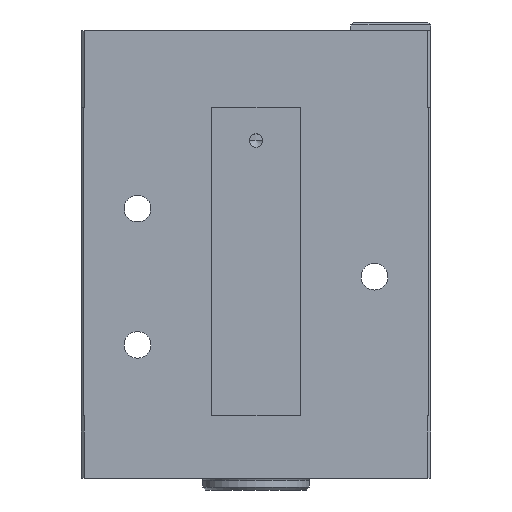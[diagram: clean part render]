
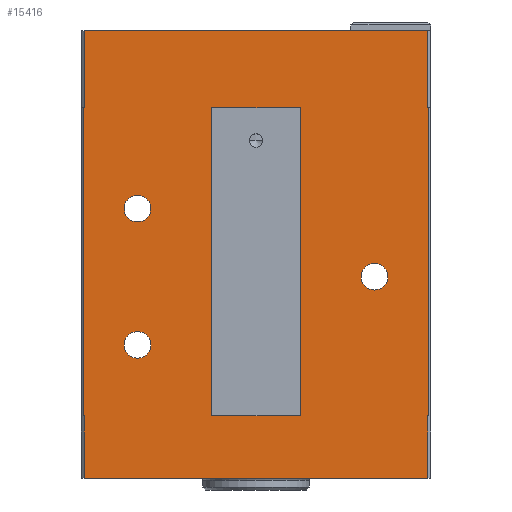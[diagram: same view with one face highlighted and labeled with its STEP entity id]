
A CAD part, front view. The second image highlights one B-rep face of the part: STEP entity #15416.
In plain terms, the highlighted planar face has unit normal (0, -1, 0).
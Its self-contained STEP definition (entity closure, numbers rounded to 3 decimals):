
#965=LINE('',#23736,#1858);
#968=LINE('',#23742,#1861);
#970=LINE('',#23746,#1863);
#973=LINE('',#23752,#1866);
#974=LINE('',#23754,#1867);
#977=LINE('',#23760,#1870);
#978=LINE('',#23762,#1871);
#980=LINE('',#23766,#1873);
#982=LINE('',#23770,#1875);
#984=LINE('',#23774,#1877);
#987=LINE('',#23780,#1880);
#988=LINE('',#23782,#1881);
#989=LINE('',#23784,#1882);
#990=LINE('',#23787,#1883);
#991=LINE('',#23789,#1884);
#992=LINE('',#23791,#1885);
#1858=VECTOR('',#19373,1000.);
#1861=VECTOR('',#19378,1000.);
#1863=VECTOR('',#19382,1000.);
#1866=VECTOR('',#19387,1000.);
#1867=VECTOR('',#19390,1000.);
#1870=VECTOR('',#19395,1000.);
#1871=VECTOR('',#19398,1000.);
#1873=VECTOR('',#19402,1000.);
#1875=VECTOR('',#19406,1000.);
#1877=VECTOR('',#19410,1000.);
#1880=VECTOR('',#19415,1000.);
#1881=VECTOR('',#19418,1000.);
#1882=VECTOR('',#19421,1000.);
#1883=VECTOR('',#19422,1000.);
#1884=VECTOR('',#19423,1000.);
#1885=VECTOR('',#19424,1000.);
#2330=PLANE('',#16475);
#2815=CIRCLE('',#16458,2.25);
#2816=CIRCLE('',#16460,2.25);
#2817=CIRCLE('',#16462,2.25);
#5813=ORIENTED_EDGE('',*,*,#7549,.F.);
#5814=ORIENTED_EDGE('',*,*,#7550,.T.);
#5815=ORIENTED_EDGE('',*,*,#7551,.F.);
#5816=ORIENTED_EDGE('',*,*,#7552,.T.);
#5817=ORIENTED_EDGE('',*,*,#7548,.T.);
#5818=ORIENTED_EDGE('',*,*,#7547,.T.);
#5819=ORIENTED_EDGE('',*,*,#7544,.T.);
#5820=ORIENTED_EDGE('',*,*,#7542,.F.);
#5821=ORIENTED_EDGE('',*,*,#7540,.T.);
#5822=ORIENTED_EDGE('',*,*,#7538,.F.);
#5823=ORIENTED_EDGE('',*,*,#7537,.T.);
#5824=ORIENTED_EDGE('',*,*,#7534,.F.);
#5825=ORIENTED_EDGE('',*,*,#7533,.T.);
#5826=ORIENTED_EDGE('',*,*,#7530,.T.);
#5827=ORIENTED_EDGE('',*,*,#7528,.T.);
#5828=ORIENTED_EDGE('',*,*,#7525,.F.);
#5829=ORIENTED_EDGE('',*,*,#7524,.F.);
#5830=ORIENTED_EDGE('',*,*,#7523,.F.);
#5831=ORIENTED_EDGE('',*,*,#7522,.F.);
#7522=EDGE_CURVE('',#8668,#8668,#2815,.F.);
#7523=EDGE_CURVE('',#8669,#8669,#2816,.F.);
#7524=EDGE_CURVE('',#8670,#8670,#2817,.F.);
#7525=EDGE_CURVE('',#8671,#8672,#965,.T.);
#7528=EDGE_CURVE('',#8673,#8672,#968,.T.);
#7530=EDGE_CURVE('',#8674,#8673,#970,.T.);
#7533=EDGE_CURVE('',#8675,#8674,#973,.T.);
#7534=EDGE_CURVE('',#8675,#8676,#974,.T.);
#7537=EDGE_CURVE('',#8677,#8676,#977,.T.);
#7538=EDGE_CURVE('',#8677,#8678,#978,.T.);
#7540=EDGE_CURVE('',#8679,#8678,#980,.T.);
#7542=EDGE_CURVE('',#8679,#8680,#982,.T.);
#7544=EDGE_CURVE('',#8681,#8680,#984,.T.);
#7547=EDGE_CURVE('',#8682,#8681,#987,.T.);
#7548=EDGE_CURVE('',#8671,#8682,#988,.T.);
#7549=EDGE_CURVE('',#8683,#8684,#989,.T.);
#7550=EDGE_CURVE('',#8683,#8685,#990,.T.);
#7551=EDGE_CURVE('',#8686,#8685,#991,.T.);
#7552=EDGE_CURVE('',#8686,#8684,#992,.T.);
#8668=VERTEX_POINT('',#23728);
#8669=VERTEX_POINT('',#23731);
#8670=VERTEX_POINT('',#23734);
#8671=VERTEX_POINT('',#23737);
#8672=VERTEX_POINT('',#23738);
#8673=VERTEX_POINT('',#23743);
#8674=VERTEX_POINT('',#23747);
#8675=VERTEX_POINT('',#23751);
#8676=VERTEX_POINT('',#23755);
#8677=VERTEX_POINT('',#23759);
#8678=VERTEX_POINT('',#23763);
#8679=VERTEX_POINT('',#23767);
#8680=VERTEX_POINT('',#23771);
#8681=VERTEX_POINT('',#23775);
#8682=VERTEX_POINT('',#23779);
#8683=VERTEX_POINT('',#23785);
#8684=VERTEX_POINT('',#23786);
#8685=VERTEX_POINT('',#23788);
#8686=VERTEX_POINT('',#23790);
#9662=EDGE_LOOP('',(#5813,#5814,#5815,#5816));
#9663=EDGE_LOOP('',(#5817,#5818,#5819,#5820,#5821,#5822,#5823,#5824,#5825,
#5826,#5827,#5828));
#9664=EDGE_LOOP('',(#5829));
#9665=EDGE_LOOP('',(#5830));
#9666=EDGE_LOOP('',(#5831));
#10510=FACE_BOUND('',#9662,.T.);
#10511=FACE_BOUND('',#9663,.T.);
#10512=FACE_BOUND('',#9664,.T.);
#10513=FACE_BOUND('',#9665,.T.);
#10514=FACE_BOUND('',#9666,.T.);
#15416=ADVANCED_FACE('',(#10510,#10511,#10512,#10513,#10514),#2330,.F.);
#16458=AXIS2_PLACEMENT_3D('',#23727,#19361,#19362);
#16460=AXIS2_PLACEMENT_3D('',#23730,#19365,#19366);
#16462=AXIS2_PLACEMENT_3D('',#23733,#19369,#19370);
#16475=AXIS2_PLACEMENT_3D('',#23783,#19419,#19420);
#19361=DIRECTION('',(0.,1.,0.));
#19362=DIRECTION('',(-1.,0.,0.));
#19365=DIRECTION('',(0.,1.,0.));
#19366=DIRECTION('',(-1.,0.,0.));
#19369=DIRECTION('',(0.,1.,0.));
#19370=DIRECTION('',(-1.,0.,0.));
#19373=DIRECTION('',(-1.,0.,0.));
#19378=DIRECTION('',(0.,0.,-1.));
#19382=DIRECTION('',(1.,0.,0.));
#19387=DIRECTION('',(0.,0.,-1.));
#19390=DIRECTION('',(1.,0.,0.));
#19395=DIRECTION('',(0.,0.,-1.));
#19398=DIRECTION('',(1.,0.,0.));
#19402=DIRECTION('',(0.,0.,1.));
#19406=DIRECTION('',(1.,0.,0.));
#19410=DIRECTION('',(0.,0.,1.));
#19415=DIRECTION('',(1.,0.,0.));
#19418=DIRECTION('',(0.,0.,1.));
#19419=DIRECTION('',(0.,1.,0.));
#19420=DIRECTION('',(1.,0.,0.));
#19421=DIRECTION('',(0.,0.,1.));
#19422=DIRECTION('',(-1.,0.,0.));
#19423=DIRECTION('',(0.,0.,-1.));
#19424=DIRECTION('',(1.,0.,0.));
#23727=CARTESIAN_POINT('',(-20.,-16.,-11.5));
#23728=CARTESIAN_POINT('',(-22.25,-16.,-11.5));
#23730=CARTESIAN_POINT('',(-20.,-16.,11.5));
#23731=CARTESIAN_POINT('',(-22.25,-16.,11.5));
#23733=CARTESIAN_POINT('',(20.,-16.,0.));
#23734=CARTESIAN_POINT('',(17.75,-16.,0.));
#23736=CARTESIAN_POINT('',(29.5,-16.,-34.));
#23737=CARTESIAN_POINT('',(29.,-16.,-34.));
#23738=CARTESIAN_POINT('',(-29.,-16.,-34.));
#23742=CARTESIAN_POINT('',(-29.,-16.,-34.));
#23743=CARTESIAN_POINT('',(-29.,-16.,-23.5));
#23746=CARTESIAN_POINT('',(-29.5,-16.,-23.5));
#23747=CARTESIAN_POINT('',(-29.2,-16.,-23.5));
#23751=CARTESIAN_POINT('',(-29.2,-16.,28.5));
#23752=CARTESIAN_POINT('',(-29.2,-16.,33.5));
#23754=CARTESIAN_POINT('',(-29.5,-16.,28.5));
#23755=CARTESIAN_POINT('',(-29.,-16.,28.5));
#23759=CARTESIAN_POINT('',(-29.,-16.,41.5));
#23760=CARTESIAN_POINT('',(-29.,-16.,41.5));
#23762=CARTESIAN_POINT('',(-29.5,-16.,41.5));
#23763=CARTESIAN_POINT('',(29.,-16.,41.5));
#23766=CARTESIAN_POINT('',(29.,-16.,41.5));
#23767=CARTESIAN_POINT('',(29.,-16.,28.5));
#23770=CARTESIAN_POINT('',(-29.5,-16.,28.5));
#23771=CARTESIAN_POINT('',(29.2,-16.,28.5));
#23774=CARTESIAN_POINT('',(29.2,-16.,33.5));
#23775=CARTESIAN_POINT('',(29.2,-16.,-23.5));
#23779=CARTESIAN_POINT('',(29.,-16.,-23.5));
#23780=CARTESIAN_POINT('',(-29.5,-16.,-23.5));
#23782=CARTESIAN_POINT('',(29.,-16.,-34.));
#23783=CARTESIAN_POINT('',(29.5,-16.,-34.));
#23784=CARTESIAN_POINT('',(7.5,-16.,28.5));
#23785=CARTESIAN_POINT('',(7.5,-16.,-23.5));
#23786=CARTESIAN_POINT('',(7.5,-16.,28.5));
#23787=CARTESIAN_POINT('',(29.5,-16.,-23.5));
#23788=CARTESIAN_POINT('',(-7.5,-16.,-23.5));
#23789=CARTESIAN_POINT('',(-7.5,-16.,28.5));
#23790=CARTESIAN_POINT('',(-7.5,-16.,28.5));
#23791=CARTESIAN_POINT('',(-29.5,-16.,28.5));
